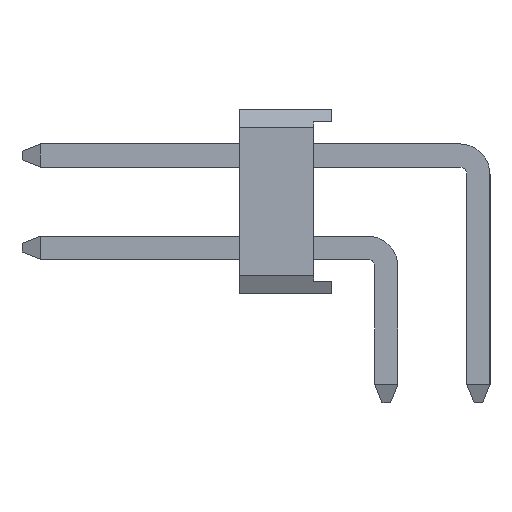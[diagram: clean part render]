
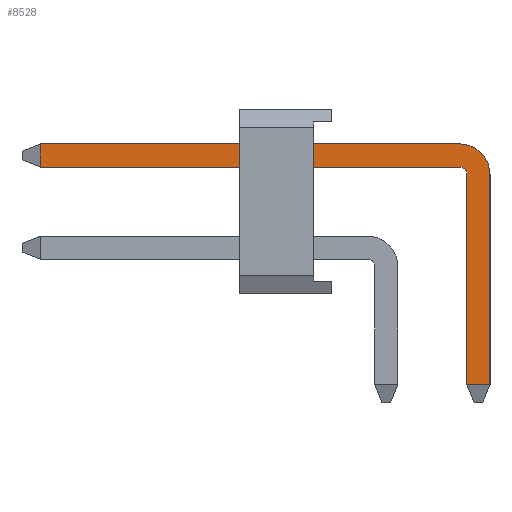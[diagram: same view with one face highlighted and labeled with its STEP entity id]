
A CAD part, left-side view. The second image highlights one B-rep face of the part: STEP entity #8528.
In plain terms, the highlighted planar face has unit normal (-1, 0, 0).
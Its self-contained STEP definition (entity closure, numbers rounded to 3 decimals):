
#112=CIRCLE($,#9000,0.2);
#113=CIRCLE($,#9005,0.84);
#150=FACE_OUTER_BOUND($,#604,.T.);
#604=EDGE_LOOP($,(#5630,#5631,#5632,#5633,#5634,#5635,#5636,#5637));
#1124=LINE($,#11680,#2336);
#1132=LINE($,#11701,#2344);
#1138=LINE($,#11716,#2350);
#1139=LINE($,#11718,#2351);
#1140=LINE($,#11719,#2352);
#1141=LINE($,#11721,#2353);
#2336=VECTOR($,#9491,0.64);
#2344=VECTOR($,#9507,5.79);
#2350=VECTOR($,#9525,11.56);
#2351=VECTOR($,#9526,0.64);
#2352=VECTOR($,#9527,11.56);
#2353=VECTOR($,#9528,5.79);
#3546=VERTEX_POINT($,#11676);
#3547=VERTEX_POINT($,#11678);
#3556=VERTEX_POINT($,#11700);
#3557=VERTEX_POINT($,#11704);
#3558=VERTEX_POINT($,#11714);
#3559=VERTEX_POINT($,#11715);
#3560=VERTEX_POINT($,#11717);
#3561=VERTEX_POINT($,#11720);
#4356=EDGE_CURVE($,#3546,#3547,#1124,.T.);
#4366=EDGE_CURVE($,#3546,#3556,#1132,.T.);
#4368=EDGE_CURVE($,#3556,#3557,#112,.T.);
#4373=EDGE_CURVE($,#3558,#3559,#1138,.T.);
#4374=EDGE_CURVE($,#3558,#3560,#1139,.T.);
#4375=EDGE_CURVE($,#3557,#3560,#1140,.T.);
#4376=EDGE_CURVE($,#3561,#3547,#1141,.T.);
#4377=EDGE_CURVE($,#3559,#3561,#113,.T.);
#5630=ORIENTED_EDGE($,*,*,#4373,.F.);
#5631=ORIENTED_EDGE($,*,*,#4374,.T.);
#5632=ORIENTED_EDGE($,*,*,#4375,.F.);
#5633=ORIENTED_EDGE($,*,*,#4368,.F.);
#5634=ORIENTED_EDGE($,*,*,#4366,.F.);
#5635=ORIENTED_EDGE($,*,*,#4356,.T.);
#5636=ORIENTED_EDGE($,*,*,#4376,.F.);
#5637=ORIENTED_EDGE($,*,*,#4377,.F.);
#8089=PLANE($,#9004);
#8528=ADVANCED_FACE($,(#150),#8089,.T.);
#9000=AXIS2_PLACEMENT_3D($,#11705,#9511,#9512);
#9004=AXIS2_PLACEMENT_3D($,#11713,#9523,#9524);
#9005=AXIS2_PLACEMENT_3D($,#11722,#9529,#9530);
#9491=DIRECTION($,(0.,-1.,0.));
#9507=DIRECTION($,(0.,0.,1.));
#9511=DIRECTION('center_axis',(-1.,0.,0.));
#9512=DIRECTION('ref_axis',(0.,0.,
-1.));
#9523=DIRECTION('center_axis',(-1.,0.,0.));
#9524=DIRECTION('ref_axis',(0.,1.,0.));
#9525=DIRECTION($,(0.,-1.,0.));
#9526=DIRECTION($,(0.,0.,-1.));
#9527=DIRECTION($,(0.,1.,0.));
#9528=DIRECTION($,(0.,0.,-1.));
#9529=DIRECTION('center_axis',(1.,0.,0.));
#9530=DIRECTION('ref_axis',(0.,0.,
-1.));
#11676=CARTESIAN_POINT('',(-20.642,-0.95,-2.5));
#11678=CARTESIAN_POINT('',(-20.642,-1.59,-2.5));
#11680=CARTESIAN_POINT($,(-20.642,-1.59,-2.5));
#11700=CARTESIAN_POINT('',(-20.642,-0.95,3.29));
#11701=CARTESIAN_POINT($,(-20.642,-0.95,-3.));
#11704=CARTESIAN_POINT('',(-20.642,-0.75,3.49));
#11705=CARTESIAN_POINT('Origin',(-20.642,-0.75,3.29));
#11713=CARTESIAN_POINT('Origin',(-20.642,-0.75,3.29));
#11714=CARTESIAN_POINT('',(-20.642,10.81,4.13));
#11715=CARTESIAN_POINT('',(-20.642,-0.75,4.13));
#11716=CARTESIAN_POINT($,(-20.642,-0.75,4.13));
#11717=CARTESIAN_POINT('',(-20.642,10.81,3.49));
#11718=CARTESIAN_POINT($,(-20.642,10.81,3.49));
#11719=CARTESIAN_POINT($,(-20.642,-0.75,3.49));
#11720=CARTESIAN_POINT('',(-20.642,-1.59,3.29));
#11721=CARTESIAN_POINT($,(-20.642,-1.59,-3.));
#11722=CARTESIAN_POINT('Origin',(-20.642,-0.75,3.29));
